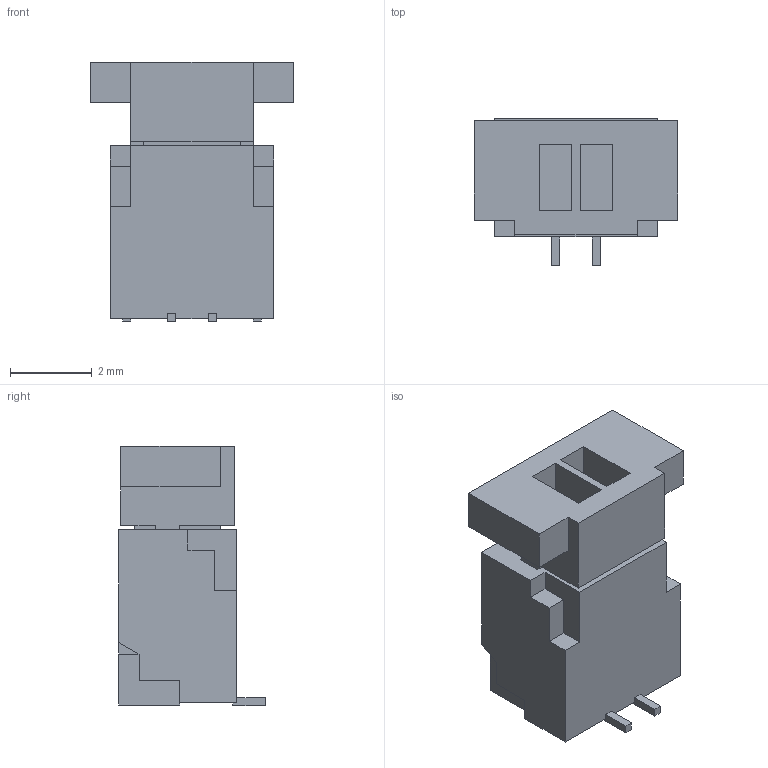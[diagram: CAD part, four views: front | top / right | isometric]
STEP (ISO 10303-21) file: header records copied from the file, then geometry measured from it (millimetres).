
FILE_DESCRIPTION(('FreeCAD Model'),'2;1');
FILE_NAME('BM02B-SRSS-TB.STEP','2016-04-11T19:26:56',('Author'),(''), 'Open CASCADE STEP processor 6.8','FreeCAD','Unknown');
FILE_SCHEMA(('AUTOMOTIVE_DESIGN_CC2 { 1 2 10303 214 -1 1 5 4 }'));
Length unit declared in the file: millimetre
Products named in the file (1): BM02-SRSS
Bounding box: 5 x 3.6 x 6.37 mm (x, y, z)
Volume: 65.8 mm3; surface area: 160.4 mm2
Topology: 1 solids, 3 shells, 123 faces, 328 edges, 216 vertices
Faces by surface type: plane 123
Entity records: 8880 total; most frequent: CARTESIAN_POINT 1324, DIRECTION 1232, LINE 984, VECTOR 984, ORIENTED_EDGE 656, PCURVE 656, DEFINITIONAL_REPRESENTATION 656, EDGE_CURVE 328
